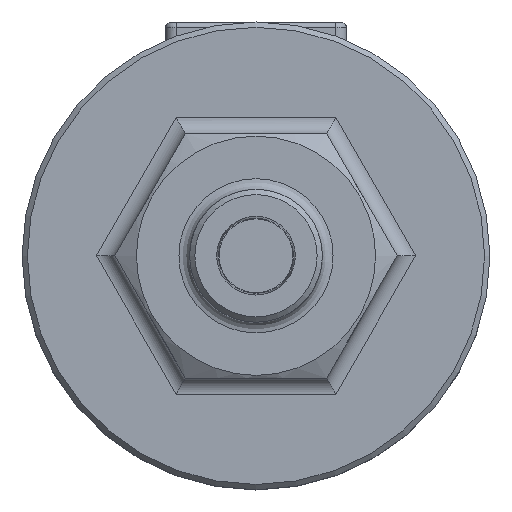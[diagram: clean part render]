
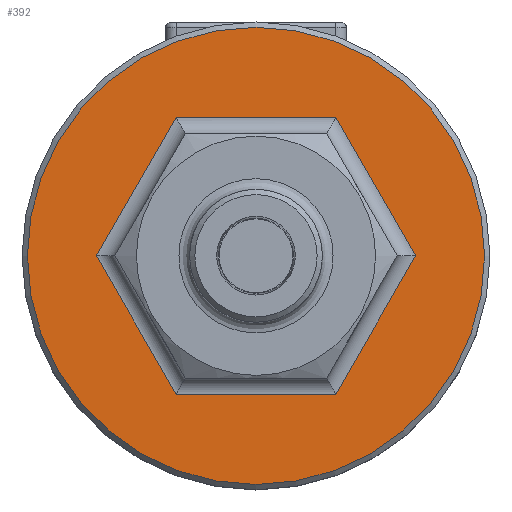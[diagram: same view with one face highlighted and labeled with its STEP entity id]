
A CAD part, top view. The second image highlights one B-rep face of the part: STEP entity #392.
In plain terms, the highlighted planar face has unit normal (0, 0, 1).
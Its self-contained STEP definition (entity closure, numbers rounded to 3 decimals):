
#311=CARTESIAN_POINT('',(43.,0.,6.1));
#312=VERTEX_POINT('',#311);
#313=CARTESIAN_POINT('',(0.,0.0,6.1));
#314=DIRECTION('',(0.0,0.0,-1.0));
#315=DIRECTION('',(-1.0,0.0,0.0));
#316=AXIS2_PLACEMENT_3D('',#313,#314,#315);
#317=CIRCLE('',#316,43.);
#318=EDGE_CURVE('',#312,#312,#317,.T.);
#334=CARTESIAN_POINT('',(0.,0.0,6.1));
#335=DIRECTION('',(0.0,0.0,-1.0));
#336=DIRECTION('',(-1.0,0.0,0.0));
#337=AXIS2_PLACEMENT_3D('',#334,#335,#336);
#338=PLANE('',#337);
#339=ORIENTED_EDGE('',*,*,#318,.F.);
#340=EDGE_LOOP('',(#339));
#341=FACE_OUTER_BOUND('',#340,.T.);
#342=CARTESIAN_POINT('',(15.011,26.,6.1));
#343=VERTEX_POINT('',#342);
#344=CARTESIAN_POINT('',(-15.011,26.,6.1));
#345=VERTEX_POINT('',#344);
#346=CARTESIAN_POINT('',(15.011,26.,6.1));
#347=DIRECTION('',(-1.0,0.0,0.0));
#348=VECTOR('',#347,30.022);
#349=LINE('',#346,#348);
#350=EDGE_CURVE('',#343,#345,#349,.T.);
#351=ORIENTED_EDGE('',*,*,#350,.F.);
#352=CARTESIAN_POINT('',(30.022,0.,6.1));
#353=VERTEX_POINT('',#352);
#354=CARTESIAN_POINT('',(30.022,0.,6.1));
#355=DIRECTION('',(-0.5,0.866,0.));
#356=VECTOR('',#355,30.022);
#357=LINE('',#354,#356);
#358=EDGE_CURVE('',#353,#343,#357,.T.);
#359=ORIENTED_EDGE('',*,*,#358,.F.);
#360=CARTESIAN_POINT('',(15.011,-26.,6.1));
#361=VERTEX_POINT('',#360);
#362=CARTESIAN_POINT('',(15.011,-26.,6.1));
#363=DIRECTION('',(0.5,0.866,0.));
#364=VECTOR('',#363,30.022);
#365=LINE('',#362,#364);
#366=EDGE_CURVE('',#361,#353,#365,.T.);
#367=ORIENTED_EDGE('',*,*,#366,.F.);
#368=CARTESIAN_POINT('',(-15.011,-26.,6.1));
#369=VERTEX_POINT('',#368);
#370=CARTESIAN_POINT('',(-15.011,-26.,6.1));
#371=DIRECTION('',(1.0,0.0,0.0));
#372=VECTOR('',#371,30.022);
#373=LINE('',#370,#372);
#374=EDGE_CURVE('',#369,#361,#373,.T.);
#375=ORIENTED_EDGE('',*,*,#374,.F.);
#376=CARTESIAN_POINT('',(-30.022,0.,6.1));
#377=VERTEX_POINT('',#376);
#378=CARTESIAN_POINT('',(-30.022,0.,6.1));
#379=DIRECTION('',(0.5,-0.866,0.));
#380=VECTOR('',#379,30.022);
#381=LINE('',#378,#380);
#382=EDGE_CURVE('',#377,#369,#381,.T.);
#383=ORIENTED_EDGE('',*,*,#382,.F.);
#384=CARTESIAN_POINT('',(-15.011,26.,6.1));
#385=DIRECTION('',(-0.5,-0.866,0.));
#386=VECTOR('',#385,30.022);
#387=LINE('',#384,#386);
#388=EDGE_CURVE('',#345,#377,#387,.T.);
#389=ORIENTED_EDGE('',*,*,#388,.F.);
#390=EDGE_LOOP('',(#351,#359,#367,#375,#383,#389));
#391=FACE_BOUND('',#390,.T.);
#392=ADVANCED_FACE('',(#341,#391),#338,.F.);
